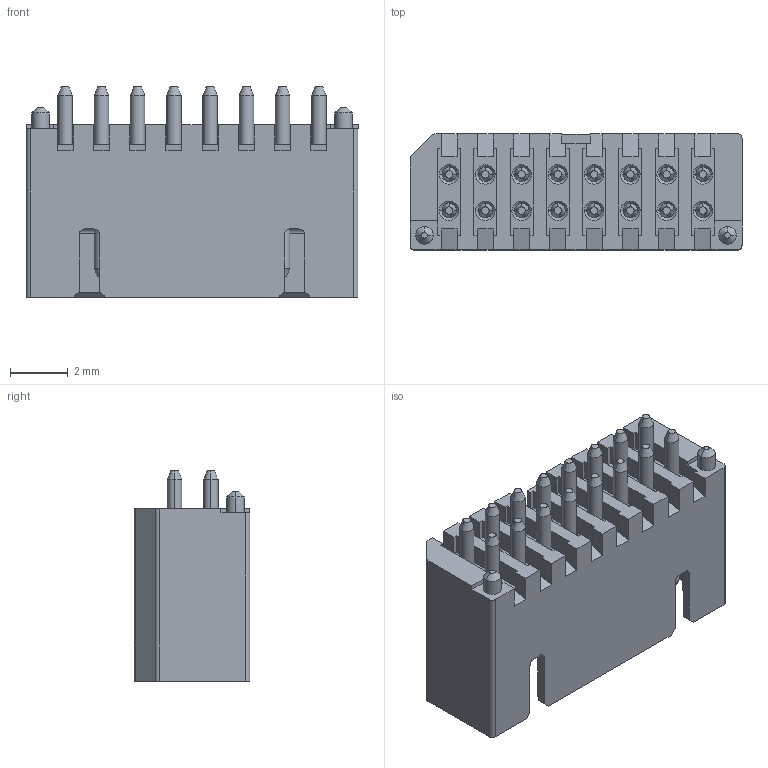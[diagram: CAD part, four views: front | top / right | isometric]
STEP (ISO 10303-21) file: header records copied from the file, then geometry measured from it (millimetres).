
FILE_DESCRIPTION( ('This file contains a STEP AP42 implementation' ,'as created by ZW3D STEP Interface translator.') ,'2;1' );
FILE_NAME( '3651-P016-059XXR03.stp' ,'241031.165725', (''), ('ZWCAD Software Co.'), 'Version 1.0', 'ZW3D to STEP translator', '' );
FILE_SCHEMA(('AUTOMOTIVE_DESIGN { 1 0 10303 214 1 1 1 1 }'));
Length unit declared in the file: millimetre
Products named in the file (4): 0; 3651-P016-059XXR03; ____3_asm0001__3_2; dip-t__3_2
Assembly tree (17 placements, depth 2):
  0
  3651-P016-059XXR03
    ____3_asm0001__3_2
    dip-t__3_2  x16
Bounding box: 11.45 x 4 x 7.25 mm (x, y, z)
Volume: 177.3 mm3; surface area: 597 mm2
Topology: 17 solids, 17 shells, 449 faces, 1108 edges, 693 vertices
Faces by surface type: plane 187, cone 150, cylinder 84, bspline 28
Full cylindrical faces by diameter (mm): 0.47 x2
Entity records: 10566 total; most frequent: CARTESIAN_POINT 2647, ORIENTED_EDGE 1616, DIRECTION 1485, EDGE_CURVE 808, VECTOR 589, LINE 589, VERTEX_POINT 513, AXIS2_PLACEMENT_3D 448
